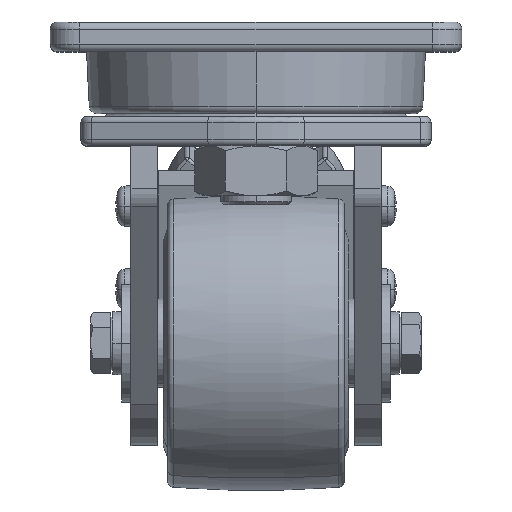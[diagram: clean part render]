
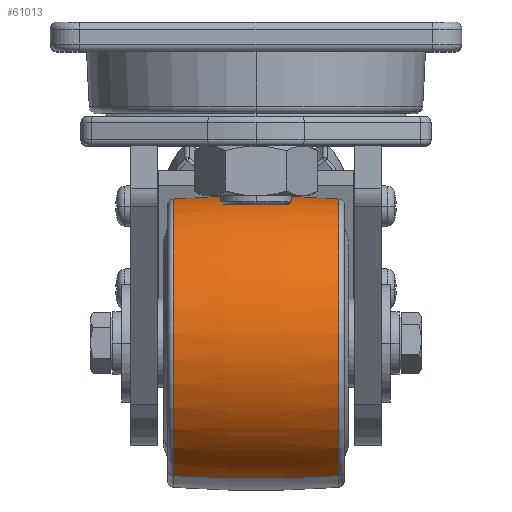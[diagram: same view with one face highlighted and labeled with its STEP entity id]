
A CAD part, top view. The second image highlights one B-rep face of the part: STEP entity #61013.
In plain terms, the highlighted toroidal (fillet/blend) face has major radius 400.5 mm and minor radius 450.5 mm.
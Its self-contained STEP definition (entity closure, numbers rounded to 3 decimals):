
#6256 = CARTESIAN_POINT ( 'NONE',  ( -28.125, 0., 0. ) ) ;
#10727 = VERTEX_POINT ( 'NONE', #54488 ) ;
#12576 = DIRECTION ( 'NONE',  ( 0., 0., -1. ) ) ;
#14149 = CARTESIAN_POINT ( 'NONE',  ( 0., 0., 0. ) ) ;
#14699 = DIRECTION ( 'NONE',  ( 0., 0., 1. ) ) ;
#16527 = DIRECTION ( 'NONE',  ( 0., -1., 0. ) ) ;
#22221 = VERTEX_POINT ( 'NONE', #71557 ) ;
#23328 = TOROIDAL_SURFACE ( 'NONE', #76300, -400.5, 450.5 ) ;
#25285 = FACE_OUTER_BOUND ( 'NONE', #58031, .T. ) ;
#26451 = VERTEX_POINT ( 'NONE', #30814 ) ;
#26973 = CARTESIAN_POINT ( 'NONE',  ( 0., 0., 400.5 ) ) ;
#28479 = ORIENTED_EDGE ( 'NONE', *, *, #51592, .T. ) ;
#29954 = DIRECTION ( 'NONE',  ( -1., 0., 0. ) ) ;
#30814 = CARTESIAN_POINT ( 'NONE',  ( -28.125, 0., -49.121 ) ) ;
#31660 = CIRCLE ( 'NONE', #56457, 49.121 ) ;
#33254 = DIRECTION ( 'NONE',  ( 0., 0., 1. ) ) ;
#34176 = CIRCLE ( 'NONE', #78131, 49.121 ) ;
#34330 = AXIS2_PLACEMENT_3D ( 'NONE', #53974, #16527, #60297 ) ;
#37984 = ORIENTED_EDGE ( 'NONE', *, *, #49298, .T. ) ;
#42439 = AXIS2_PLACEMENT_3D ( 'NONE', #26973, #70752, #33254 ) ;
#49298 = EDGE_CURVE ( 'NONE', #22221, #70888, #31660, .T. ) ;
#49988 = DIRECTION ( 'NONE',  ( 1., 0., 0. ) ) ;
#50951 = CIRCLE ( 'NONE', #34330, 450.5 ) ;
#51592 = EDGE_CURVE ( 'NONE', #70888, #10727, #50951, .T. ) ;
#52142 = DIRECTION ( 'NONE',  ( -1., 0., 0. ) ) ;
#53974 = CARTESIAN_POINT ( 'NONE',  ( 0., 0., -400.5 ) ) ;
#54488 = CARTESIAN_POINT ( 'NONE',  ( -28.125, 0., 49.121 ) ) ;
#56457 = AXIS2_PLACEMENT_3D ( 'NONE', #67476, #29954, #73761 ) ;
#56764 = CARTESIAN_POINT ( 'NONE',  ( 28.125, 0., 49.121 ) ) ;
#58031 = EDGE_LOOP ( 'NONE', ( #67406, #37984, #28479, #58674 ) ) ;
#58452 = CIRCLE ( 'NONE', #42439, 450.5 ) ;
#58674 = ORIENTED_EDGE ( 'NONE', *, *, #64912, .T. ) ;
#60297 = DIRECTION ( 'NONE',  ( 0., 0., -1. ) ) ;
#61013 = ADVANCED_FACE ( 'NONE', ( #25285 ), #23328, .T. ) ;
#64912 = EDGE_CURVE ( 'NONE', #10727, #26451, #34176, .T. ) ;
#67406 = ORIENTED_EDGE ( 'NONE', *, *, #75623, .F. ) ;
#67476 = CARTESIAN_POINT ( 'NONE',  ( 28.125, 0., 0. ) ) ;
#70752 = DIRECTION ( 'NONE',  ( 0., 1., 0. ) ) ;
#70888 = VERTEX_POINT ( 'NONE', #56764 ) ;
#71557 = CARTESIAN_POINT ( 'NONE',  ( 28.125, 0., -49.121 ) ) ;
#73761 = DIRECTION ( 'NONE',  ( 0., 0., 1. ) ) ;
#75623 = EDGE_CURVE ( 'NONE', #22221, #26451, #58452, .T. ) ;
#76300 = AXIS2_PLACEMENT_3D ( 'NONE', #14149, #52142, #14699 ) ;
#78131 = AXIS2_PLACEMENT_3D ( 'NONE', #6256, #49988, #12576 ) ;
